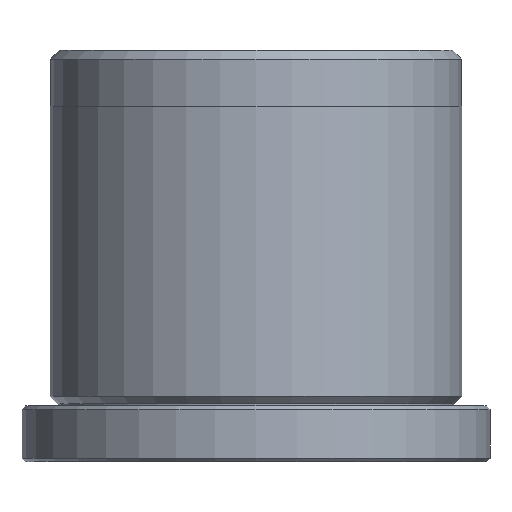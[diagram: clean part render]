
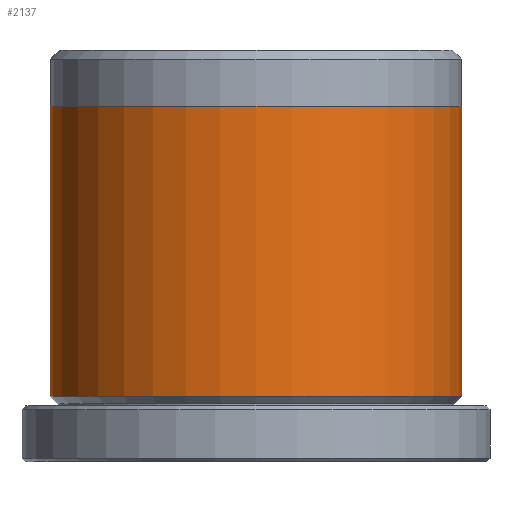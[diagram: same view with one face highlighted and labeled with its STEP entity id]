
A CAD part, front view. The second image highlights one B-rep face of the part: STEP entity #2137.
In plain terms, the highlighted cylindrical face has radius 11 mm (diameter 22 mm), a partial arc.
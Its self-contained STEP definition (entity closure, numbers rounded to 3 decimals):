
#28 = VERTEX_POINT ( 'NONE', #475 ) ;
#121 = ORIENTED_EDGE ( 'NONE', *, *, #194, .T. ) ;
#138 = EDGE_CURVE ( 'NONE', #2143, #2812, #930, .T. ) ;
#194 = EDGE_CURVE ( 'NONE', #904, #28, #1954, .T. ) ;
#203 = CARTESIAN_POINT ( 'NONE',  ( 11., 0., 19. ) ) ;
#323 = DIRECTION ( 'NONE',  ( 1., 0., 0. ) ) ;
#337 = CARTESIAN_POINT ( 'NONE',  ( 0., 0., 19. ) ) ;
#341 = EDGE_CURVE ( 'NONE', #904, #2143, #2235, .T. ) ;
#365 = CIRCLE ( 'NONE', #1202, 11. ) ;
#475 = CARTESIAN_POINT ( 'NONE',  ( -11., 0., 3.5 ) ) ;
#728 = CARTESIAN_POINT ( 'NONE',  ( -11., 0., 22. ) ) ;
#774 = DIRECTION ( 'NONE',  ( 0., 0., -1. ) ) ;
#795 = VECTOR ( 'NONE', #774, 1000. ) ;
#904 = VERTEX_POINT ( 'NONE', #1297 ) ;
#930 = LINE ( 'NONE', #1655, #1458 ) ;
#1077 = DIRECTION ( 'NONE',  ( 0., 0., -1. ) ) ;
#1091 = DIRECTION ( 'NONE',  ( 0., 0., -1. ) ) ;
#1114 = DIRECTION ( 'NONE',  ( -1., 0., 0. ) ) ;
#1202 = AXIS2_PLACEMENT_3D ( 'NONE', #2348, #1077, #2557 ) ;
#1297 = CARTESIAN_POINT ( 'NONE',  ( -11., 0., 19. ) ) ;
#1336 = DIRECTION ( 'NONE',  ( 0., 0., -1. ) ) ;
#1339 = ORIENTED_EDGE ( 'NONE', *, *, #341, .F. ) ;
#1458 = VECTOR ( 'NONE', #1091, 1000. ) ;
#1471 = DIRECTION ( 'NONE',  ( 0., 0., 1. ) ) ;
#1489 = EDGE_LOOP ( 'NONE', ( #1585, #1339, #121, #2841 ) ) ;
#1585 = ORIENTED_EDGE ( 'NONE', *, *, #138, .F. ) ;
#1655 = CARTESIAN_POINT ( 'NONE',  ( 11., 0., 22. ) ) ;
#1742 = FACE_OUTER_BOUND ( 'NONE', #1489, .T. ) ;
#1872 = AXIS2_PLACEMENT_3D ( 'NONE', #337, #1471, #323 ) ;
#1954 = LINE ( 'NONE', #728, #795 ) ;
#2137 = ADVANCED_FACE ( 'NONE', ( #1742 ), #2511, .T. ) ;
#2143 = VERTEX_POINT ( 'NONE', #203 ) ;
#2169 = AXIS2_PLACEMENT_3D ( 'NONE', #2591, #1336, #1114 ) ;
#2235 = CIRCLE ( 'NONE', #1872, 11. ) ;
#2348 = CARTESIAN_POINT ( 'NONE',  ( 0., 0., 3.5 ) ) ;
#2511 = CYLINDRICAL_SURFACE ( 'NONE', #2169, 11. ) ;
#2557 = DIRECTION ( 'NONE',  ( -1., 0., 0. ) ) ;
#2591 = CARTESIAN_POINT ( 'NONE',  ( 0., 0., 22. ) ) ;
#2724 = EDGE_CURVE ( 'NONE', #2812, #28, #365, .T. ) ;
#2781 = CARTESIAN_POINT ( 'NONE',  ( 11., 0., 3.5 ) ) ;
#2812 = VERTEX_POINT ( 'NONE', #2781 ) ;
#2841 = ORIENTED_EDGE ( 'NONE', *, *, #2724, .F. ) ;
